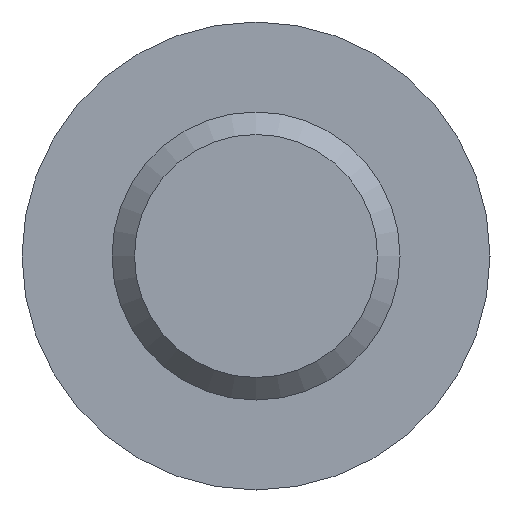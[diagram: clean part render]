
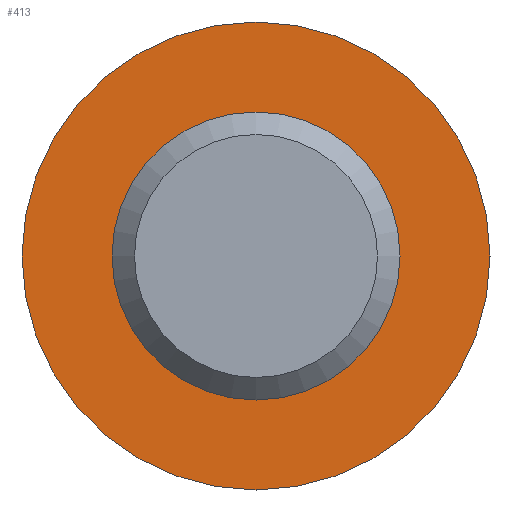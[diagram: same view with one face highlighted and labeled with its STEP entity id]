
A CAD part, front view. The second image highlights one B-rep face of the part: STEP entity #413.
In plain terms, the highlighted planar face has unit normal (0, -1, 0).
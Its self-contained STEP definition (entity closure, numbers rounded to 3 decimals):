
#51 = ORIENTED_EDGE ( 'NONE', *, *, #447, .F. ) ;
#57 = DIRECTION ( 'NONE',  ( 0., 0., -1. ) ) ;
#82 = EDGE_CURVE ( 'NONE', #229, #229, #227, .T. ) ;
#90 = DIRECTION ( 'NONE',  ( 0., -1., 0. ) ) ;
#95 = DIRECTION ( 'NONE',  ( 0., 0., 1. ) ) ;
#111 = AXIS2_PLACEMENT_3D ( 'NONE', #503, #90, #261 ) ;
#113 = EDGE_LOOP ( 'NONE', ( #324 ) ) ;
#186 = AXIS2_PLACEMENT_3D ( 'NONE', #419, #303, #57 ) ;
#227 = CIRCLE ( 'NONE', #111, 6.5 ) ;
#229 = VERTEX_POINT ( 'NONE', #493 ) ;
#238 = EDGE_LOOP ( 'NONE', ( #51 ) ) ;
#253 = VERTEX_POINT ( 'NONE', #368 ) ;
#259 = DIRECTION ( 'NONE',  ( 0., 1., 0. ) ) ;
#261 = DIRECTION ( 'NONE',  ( 0., 0., -1. ) ) ;
#276 = CIRCLE ( 'NONE', #186, 4. ) ;
#303 = DIRECTION ( 'NONE',  ( 0., -1., 0. ) ) ;
#324 = ORIENTED_EDGE ( 'NONE', *, *, #82, .T. ) ;
#346 = AXIS2_PLACEMENT_3D ( 'NONE', #509, #259, #95 ) ;
#368 = CARTESIAN_POINT ( 'NONE',  ( 0., 16., -4. ) ) ;
#385 = FACE_OUTER_BOUND ( 'NONE', #113, .T. ) ;
#413 = ADVANCED_FACE ( 'NONE', ( #425, #385 ), #506, .F. ) ;
#419 = CARTESIAN_POINT ( 'NONE',  ( 0., 16., 0. ) ) ;
#425 = FACE_BOUND ( 'NONE', #238, .T. ) ;
#447 = EDGE_CURVE ( 'NONE', #253, #253, #276, .T. ) ;
#493 = CARTESIAN_POINT ( 'NONE',  ( 0., 16., -6.5 ) ) ;
#503 = CARTESIAN_POINT ( 'NONE',  ( 0., 16., 0. ) ) ;
#506 = PLANE ( 'NONE',  #346 ) ;
#509 = CARTESIAN_POINT ( 'NONE',  ( -4., 16., 0. ) ) ;
